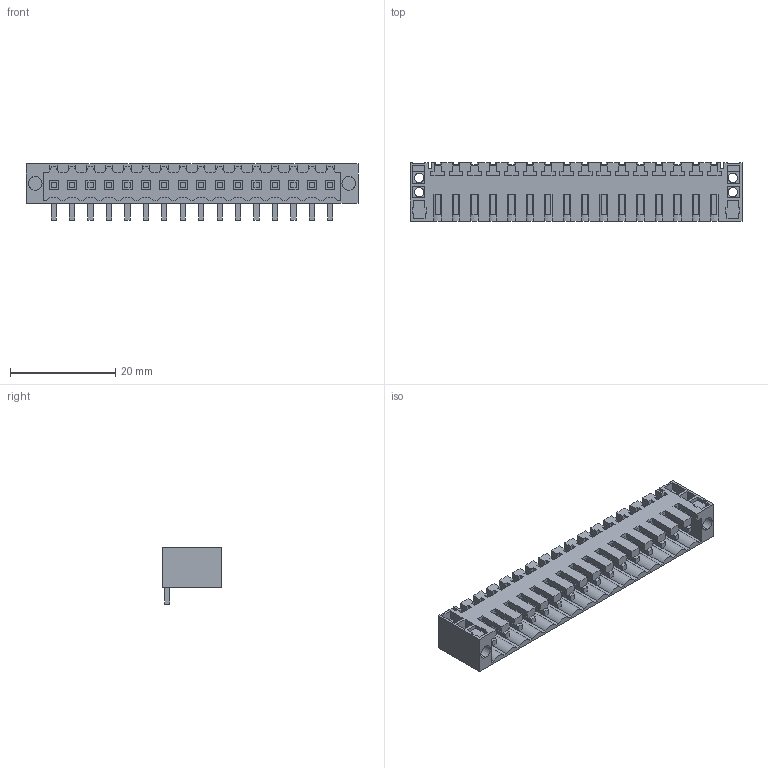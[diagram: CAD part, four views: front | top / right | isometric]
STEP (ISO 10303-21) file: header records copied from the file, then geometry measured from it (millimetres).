
FILE_DESCRIPTION(('CATIA V5 STEP Exchange','CAx-IF Rec.Pracs.--- Model Styling and Organization---1.4--- 2014-01-23'),'2;1');
FILE_NAME ('D1457238_1_1842220000_1842220000.stp','2021-08-12T06:42:18+00:00',('none'),('Weidmueller'),'CATIA Version 5-6 Release 2016 SP3 HF44','CATIA V5 STEP AP214','none');
FILE_SCHEMA(('AUTOMOTIVE_DESIGN { 1 0 10303 214 1 1 1 1 }'));
Length unit declared in the file: millimetre
Products named in the file (1): 1842220000
Bounding box: 63 x 11.05 x 10.65 mm (x, y, z)
Volume: 2210.2 mm3; surface area: 5874.5 mm2
Topology: 17 solids, 17 shells, 868 faces, 2615 edges, 1787 vertices
Faces by surface type: plane 836, cylinder 32
Entity records: 27496 total; most frequent: ORIENTED_EDGE 5230, CARTESIAN_POINT 4873, DIRECTION 3419, EDGE_CURVE 2615, VECTOR 2551, LINE 2551, VERTEX_POINT 1787, EDGE_LOOP 920
